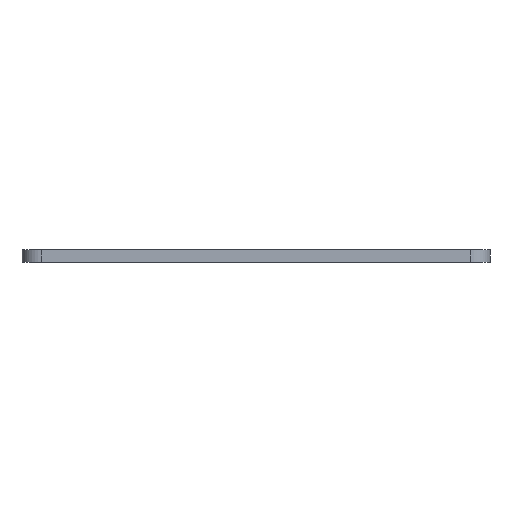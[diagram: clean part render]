
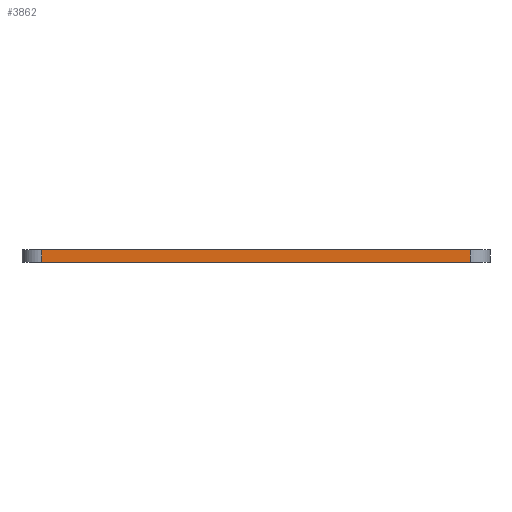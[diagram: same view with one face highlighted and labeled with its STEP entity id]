
A CAD part, left-side view. The second image highlights one B-rep face of the part: STEP entity #3862.
In plain terms, the highlighted planar face has unit normal (-1, 0, 0).
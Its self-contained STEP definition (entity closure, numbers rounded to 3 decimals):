
#83 = PLANE('',#84);
#84 = AXIS2_PLACEMENT_3D('',#85,#86,#87);
#85 = CARTESIAN_POINT('',(142.816,-93.286,1.6));
#86 = DIRECTION('',(0.,0.,1.));
#87 = DIRECTION('',(1.,0.,-0.));
#111 = CYLINDRICAL_SURFACE('',#112,2.543);
#112 = AXIS2_PLACEMENT_3D('',#113,#114,#115);
#113 = CARTESIAN_POINT('',(115.316,-65.786,0.));
#114 = DIRECTION('',(-0.,-0.,-1.));
#115 = DIRECTION('',(1.,0.,-0.));
#137 = PLANE('',#138);
#138 = AXIS2_PLACEMENT_3D('',#139,#140,#141);
#139 = CARTESIAN_POINT('',(142.816,-93.286,0.));
#140 = DIRECTION('',(0.,0.,1.));
#141 = DIRECTION('',(1.,0.,-0.));
#232 = VERTEX_POINT('',#233);
#233 = CARTESIAN_POINT('',(112.773,-65.786,1.6));
#255 = EDGE_CURVE('',#256,#232,#258,.T.);
#256 = VERTEX_POINT('',#257);
#257 = CARTESIAN_POINT('',(112.773,-65.786,0.));
#258 = SURFACE_CURVE('',#259,(#263,#270),.PCURVE_S1.);
#259 = LINE('',#260,#261);
#260 = CARTESIAN_POINT('',(112.773,-65.786,0.));
#261 = VECTOR('',#262,1.);
#262 = DIRECTION('',(0.,0.,1.));
#263 = PCURVE('',#111,#264);
#264 = DEFINITIONAL_REPRESENTATION('',(#265),#269);
#265 = LINE('',#266,#267);
#266 = CARTESIAN_POINT('',(-3.142,0.));
#267 = VECTOR('',#268,1.);
#268 = DIRECTION('',(-0.,-1.));
#269 = ( GEOMETRIC_REPRESENTATION_CONTEXT(2) 
PARAMETRIC_REPRESENTATION_CONTEXT() REPRESENTATION_CONTEXT('2D SPACE',''
  ) );
#270 = PCURVE('',#271,#276);
#271 = PLANE('',#272);
#272 = AXIS2_PLACEMENT_3D('',#273,#274,#275);
#273 = CARTESIAN_POINT('',(112.773,-65.786,0.));
#274 = DIRECTION('',(1.,0.,-0.));
#275 = DIRECTION('',(0.,-1.,0.));
#276 = DEFINITIONAL_REPRESENTATION('',(#277),#281);
#277 = LINE('',#278,#279);
#278 = CARTESIAN_POINT('',(0.,0.));
#279 = VECTOR('',#280,1.);
#280 = DIRECTION('',(0.,-1.));
#281 = ( GEOMETRIC_REPRESENTATION_CONTEXT(2) 
PARAMETRIC_REPRESENTATION_CONTEXT() REPRESENTATION_CONTEXT('2D SPACE',''
  ) );
#310 = EDGE_CURVE('',#256,#311,#313,.T.);
#311 = VERTEX_POINT('',#312);
#312 = CARTESIAN_POINT('',(112.773,-120.786,0.));
#313 = SURFACE_CURVE('',#314,(#318,#325),.PCURVE_S1.);
#314 = LINE('',#315,#316);
#315 = CARTESIAN_POINT('',(112.773,-65.786,0.));
#316 = VECTOR('',#317,1.);
#317 = DIRECTION('',(0.,-1.,0.));
#318 = PCURVE('',#137,#319);
#319 = DEFINITIONAL_REPRESENTATION('',(#320),#324);
#320 = LINE('',#321,#322);
#321 = CARTESIAN_POINT('',(-30.043,27.5));
#322 = VECTOR('',#323,1.);
#323 = DIRECTION('',(0.,-1.));
#324 = ( GEOMETRIC_REPRESENTATION_CONTEXT(2) 
PARAMETRIC_REPRESENTATION_CONTEXT() REPRESENTATION_CONTEXT('2D SPACE',''
  ) );
#325 = PCURVE('',#271,#326);
#326 = DEFINITIONAL_REPRESENTATION('',(#327),#331);
#327 = LINE('',#328,#329);
#328 = CARTESIAN_POINT('',(0.,0.));
#329 = VECTOR('',#330,1.);
#330 = DIRECTION('',(1.,0.));
#331 = ( GEOMETRIC_REPRESENTATION_CONTEXT(2) 
PARAMETRIC_REPRESENTATION_CONTEXT() REPRESENTATION_CONTEXT('2D SPACE',''
  ) );
#350 = CYLINDRICAL_SURFACE('',#351,2.543);
#351 = AXIS2_PLACEMENT_3D('',#352,#353,#354);
#352 = CARTESIAN_POINT('',(115.316,-120.786,0.));
#353 = DIRECTION('',(-0.,-0.,-1.));
#354 = DIRECTION('',(1.,0.,-0.));
#2228 = EDGE_CURVE('',#232,#2229,#2231,.T.);
#2229 = VERTEX_POINT('',#2230);
#2230 = CARTESIAN_POINT('',(112.773,-120.786,1.6));
#2231 = SURFACE_CURVE('',#2232,(#2236,#2243),.PCURVE_S1.);
#2232 = LINE('',#2233,#2234);
#2233 = CARTESIAN_POINT('',(112.773,-65.786,1.6));
#2234 = VECTOR('',#2235,1.);
#2235 = DIRECTION('',(0.,-1.,0.));
#2236 = PCURVE('',#83,#2237);
#2237 = DEFINITIONAL_REPRESENTATION('',(#2238),#2242);
#2238 = LINE('',#2239,#2240);
#2239 = CARTESIAN_POINT('',(-30.043,27.5));
#2240 = VECTOR('',#2241,1.);
#2241 = DIRECTION('',(0.,-1.));
#2242 = ( GEOMETRIC_REPRESENTATION_CONTEXT(2) 
PARAMETRIC_REPRESENTATION_CONTEXT() REPRESENTATION_CONTEXT('2D SPACE',''
  ) );
#2243 = PCURVE('',#271,#2244);
#2244 = DEFINITIONAL_REPRESENTATION('',(#2245),#2249);
#2245 = LINE('',#2246,#2247);
#2246 = CARTESIAN_POINT('',(0.,-1.6));
#2247 = VECTOR('',#2248,1.);
#2248 = DIRECTION('',(1.,0.));
#2249 = ( GEOMETRIC_REPRESENTATION_CONTEXT(2) 
PARAMETRIC_REPRESENTATION_CONTEXT() REPRESENTATION_CONTEXT('2D SPACE',''
  ) );
#3862 = ADVANCED_FACE('',(#3863),#271,.F.);
#3863 = FACE_BOUND('',#3864,.F.);
#3864 = EDGE_LOOP('',(#3865,#3866,#3867,#3888));
#3865 = ORIENTED_EDGE('',*,*,#255,.T.);
#3866 = ORIENTED_EDGE('',*,*,#2228,.T.);
#3867 = ORIENTED_EDGE('',*,*,#3868,.F.);
#3868 = EDGE_CURVE('',#311,#2229,#3869,.T.);
#3869 = SURFACE_CURVE('',#3870,(#3874,#3881),.PCURVE_S1.);
#3870 = LINE('',#3871,#3872);
#3871 = CARTESIAN_POINT('',(112.773,-120.786,0.));
#3872 = VECTOR('',#3873,1.);
#3873 = DIRECTION('',(0.,0.,1.));
#3874 = PCURVE('',#271,#3875);
#3875 = DEFINITIONAL_REPRESENTATION('',(#3876),#3880);
#3876 = LINE('',#3877,#3878);
#3877 = CARTESIAN_POINT('',(55.,0.));
#3878 = VECTOR('',#3879,1.);
#3879 = DIRECTION('',(0.,-1.));
#3880 = ( GEOMETRIC_REPRESENTATION_CONTEXT(2) 
PARAMETRIC_REPRESENTATION_CONTEXT() REPRESENTATION_CONTEXT('2D SPACE',''
  ) );
#3881 = PCURVE('',#350,#3882);
#3882 = DEFINITIONAL_REPRESENTATION('',(#3883),#3887);
#3883 = LINE('',#3884,#3885);
#3884 = CARTESIAN_POINT('',(-3.142,0.));
#3885 = VECTOR('',#3886,1.);
#3886 = DIRECTION('',(-0.,-1.));
#3887 = ( GEOMETRIC_REPRESENTATION_CONTEXT(2) 
PARAMETRIC_REPRESENTATION_CONTEXT() REPRESENTATION_CONTEXT('2D SPACE',''
  ) );
#3888 = ORIENTED_EDGE('',*,*,#310,.F.);
